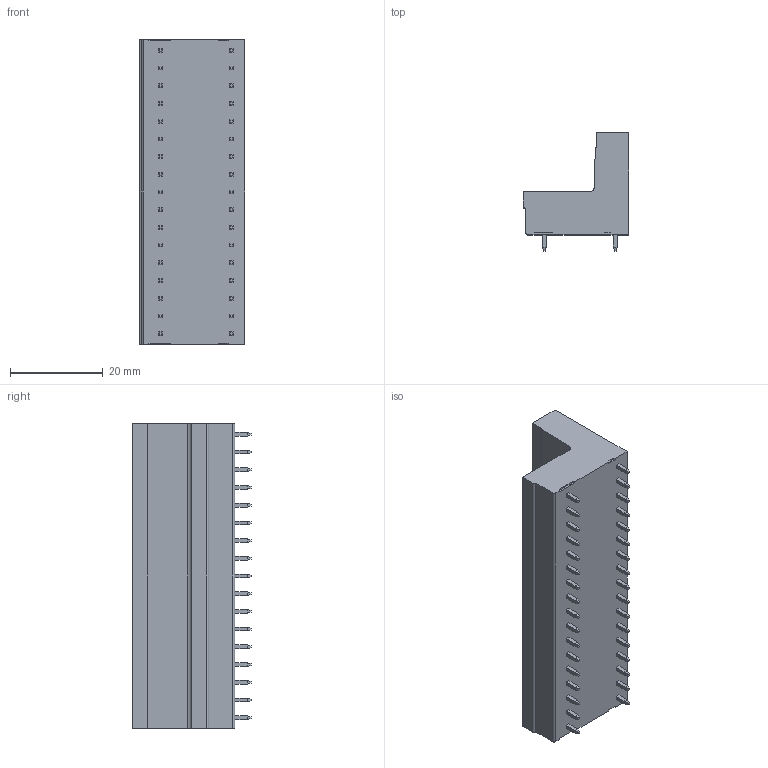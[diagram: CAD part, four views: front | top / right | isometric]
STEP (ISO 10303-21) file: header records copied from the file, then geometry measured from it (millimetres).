
FILE_DESCRIPTION((''),'2;1');
FILE_NAME('TLPHDC-105V-1','2024-09-19T16:12:32',('sheji109'),(''),'CREO PARAMETRIC BY PTC INC, 2018100','CREO PARAMETRIC BY PTC INC, 2018100','');
FILE_SCHEMA(('CONFIG_CONTROL_DESIGN'));
Products named in the file (1): TLPHDC-105V-1
Bounding box: 22.7 x 25.4 x 65.56 mm (x, y, z)
Volume: 15276.2 mm3; surface area: 15623.1 mm2
Topology: 1 solids, 17 shells, 2282 faces, 5885 edges, 3757 vertices
Faces by surface type: plane 2075, cylinder 156, cone 34, sphere 17
Entity records: 68042 total; most frequent: CARTESIAN_POINT 12482, ORIENTED_EDGE 11736, DIRECTION 10766, EDGE_CURVE 5868, VECTOR 5268, LINE 5268, VERTEX_POINT 3757, AXIS2_PLACEMENT_3D 2749
